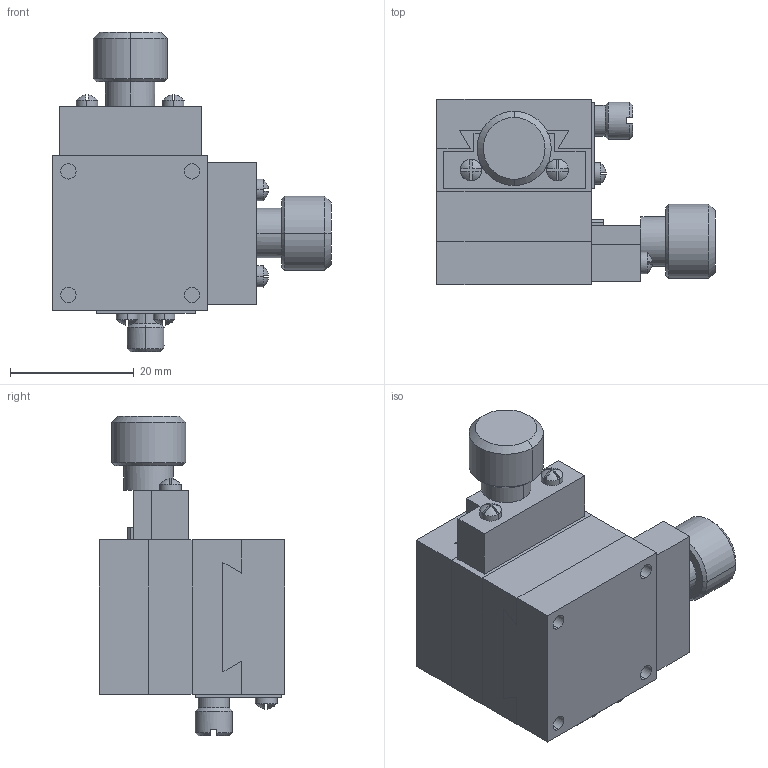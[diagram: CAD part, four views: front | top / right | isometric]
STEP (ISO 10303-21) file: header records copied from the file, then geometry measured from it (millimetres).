
FILE_DESCRIPTION( ( '' ), '1' );
FILE_NAME( 'XYEG25.stp', '2020-11-08T12:12:37', ( '' ), ( '' ), ' ', ' ', ' ' );
FILE_SCHEMA( ( 'CONFIG_CONTROL_DESIGN' ) );
Length unit declared in the file: millimetre
Products named in the file (4): 1; 2; 3; 4
Bounding box: 45 x 30 x 51.7 mm (x, y, z)
Volume: 23738.1 mm3; surface area: 12889.8 mm2
Topology: 4 solids, 4 shells, 398 faces, 948 edges, 568 vertices
Faces by surface type: plane 186, cylinder 104, cone 76, torus 32
Entity records: 12136 total; most frequent: CARTESIAN_POINT 2742, DIRECTION 1988, ORIENTED_EDGE 1848, EDGE_CURVE 924, AXIS2_PLACEMENT_3D 734, VERTEX_POINT 568, LINE 520, VECTOR 520
